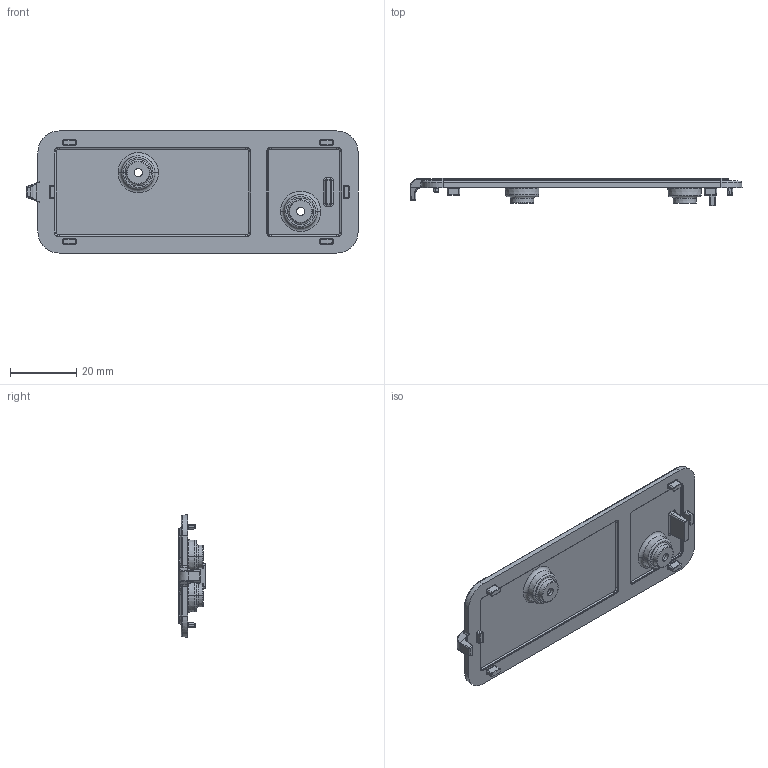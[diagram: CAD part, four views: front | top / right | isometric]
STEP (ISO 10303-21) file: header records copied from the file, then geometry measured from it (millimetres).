
FILE_DESCRIPTION((''),'2;1');
FILE_NAME('511613','2018-10-09T09:37:33',('kitd'),(''),'CREO PARAMETRIC BY PTC INC, 2017380','CREO PARAMETRIC BY PTC INC, 2017380','');
FILE_SCHEMA(('AUTOMOTIVE_DESIGN { 1 0 10303 214 1 1 1 1 }'));
Length unit declared in the file: inch
Products named in the file (1): 511613
Bounding box: 100.13 x 8.13 x 36.83 mm (x, y, z)
Volume: 8041.8 mm3; surface area: 8538.9 mm2
Topology: 1 solids, 3 shells, 367 faces, 825 edges, 476 vertices
Faces by surface type: cylinder 133, plane 74, torus 61, bspline 61, cone 34, sphere 4
Entity records: 14367 total; most frequent: CARTESIAN_POINT 5665, DIRECTION 1659, ORIENTED_EDGE 1642, EDGE_CURVE 825, AXIS2_PLACEMENT_3D 666, VERTEX_POINT 476, EDGE_LOOP 387, FACE_OUTER_BOUND 367
